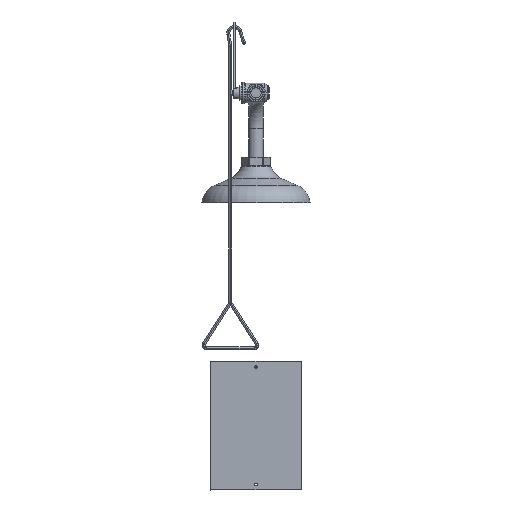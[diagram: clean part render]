
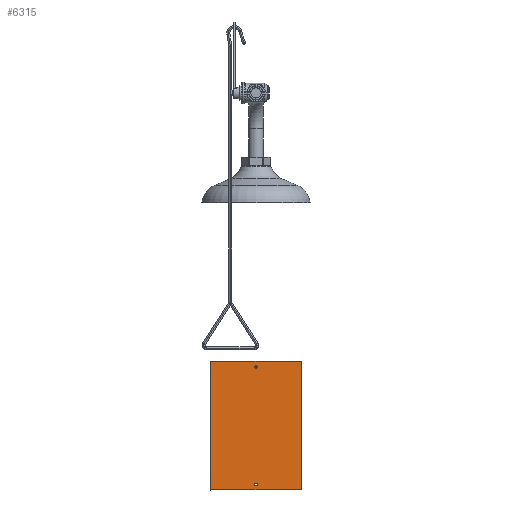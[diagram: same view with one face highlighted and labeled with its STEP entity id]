
A CAD part, top view. The second image highlights one B-rep face of the part: STEP entity #6315.
In plain terms, the highlighted planar face has unit normal (0, 0, 1).
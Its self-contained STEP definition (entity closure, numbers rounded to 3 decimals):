
#404=LINE('',#12646,#674);
#408=LINE('',#12654,#678);
#411=LINE('',#12660,#681);
#414=LINE('',#12665,#684);
#674=VECTOR('',#8990,297.);
#678=VECTOR('',#8996,210.);
#681=VECTOR('',#9001,297.);
#684=VECTOR('',#9006,210.);
#791=PLANE('',#7126);
#982=FACE_BOUND('',#2060,.T.);
#983=FACE_BOUND('',#2061,.T.);
#1535=FACE_OUTER_BOUND('',#2059,.T.);
#2059=EDGE_LOOP('',(#5475,#5476,#5477,#5478));
#2060=EDGE_LOOP('',(#5479));
#2061=EDGE_LOOP('',(#5480));
#2471=CIRCLE('',#7117,3.);
#2473=CIRCLE('',#7120,3.);
#3027=VERTEX_POINT('',#12634);
#3029=VERTEX_POINT('',#12639);
#3031=VERTEX_POINT('',#12644);
#3032=VERTEX_POINT('',#12645);
#3035=VERTEX_POINT('',#12653);
#3037=VERTEX_POINT('',#12659);
#3839=EDGE_CURVE('',#3027,#3027,#2471,.T.);
#3841=EDGE_CURVE('',#3029,#3029,#2473,.T.);
#3843=EDGE_CURVE('',#3031,#3032,#404,.T.);
#3847=EDGE_CURVE('',#3032,#3035,#408,.T.);
#3850=EDGE_CURVE('',#3035,#3037,#411,.T.);
#3853=EDGE_CURVE('',#3037,#3031,#414,.T.);
#5475=ORIENTED_EDGE('',*,*,#3843,.F.);
#5476=ORIENTED_EDGE('',*,*,#3853,.F.);
#5477=ORIENTED_EDGE('',*,*,#3850,.F.);
#5478=ORIENTED_EDGE('',*,*,#3847,.F.);
#5479=ORIENTED_EDGE('',*,*,#3839,.T.);
#5480=ORIENTED_EDGE('',*,*,#3841,.T.);
#6315=ADVANCED_FACE('',(#1535,#982,#983),#791,.T.);
#7117=AXIS2_PLACEMENT_3D('',#12635,#8978,#8979);
#7120=AXIS2_PLACEMENT_3D('',#12640,#8984,#8985);
#7126=AXIS2_PLACEMENT_3D('',#12667,#9008,#9009);
#8978=DIRECTION('center_axis',(0.,0.,
-1.));
#8979=DIRECTION('ref_axis',(1.,0.,0.));
#8984=DIRECTION('center_axis',(0.,0.,
-1.));
#8985=DIRECTION('ref_axis',(1.,0.,0.));
#8990=DIRECTION('',(0.,1.,0.));
#8996=DIRECTION('',(1.,0.,0.));
#9001=DIRECTION('',(0.,-1.,0.));
#9006=DIRECTION('',(-1.,0.,0.));
#9008=DIRECTION('center_axis',(0.,0.,
1.));
#9009=DIRECTION('ref_axis',(0.,1.,0.));
#12634=CARTESIAN_POINT('',(-3.,-372.5,561.));
#12635=CARTESIAN_POINT('Origin',(0.,-372.5,561.));
#12639=CARTESIAN_POINT('',(-3.,-643.5,561.));
#12640=CARTESIAN_POINT('Origin',(0.,-643.5,561.));
#12644=CARTESIAN_POINT('',(-105.,-656.5,561.));
#12645=CARTESIAN_POINT('',(-105.,-359.5,561.));
#12646=CARTESIAN_POINT('',(-105.,-656.5,561.));
#12653=CARTESIAN_POINT('',(105.,-359.5,561.));
#12654=CARTESIAN_POINT('',(-105.,-359.5,561.));
#12659=CARTESIAN_POINT('',(105.,-656.5,561.));
#12660=CARTESIAN_POINT('',(105.,-359.5,561.));
#12665=CARTESIAN_POINT('',(105.,-656.5,561.));
#12667=CARTESIAN_POINT('Origin',(0.,-508.,561.));
